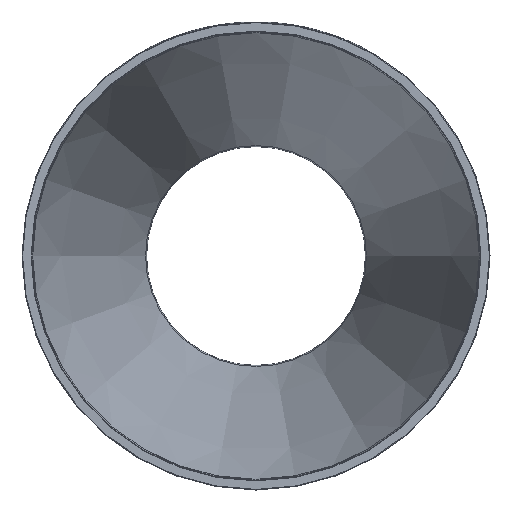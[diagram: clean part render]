
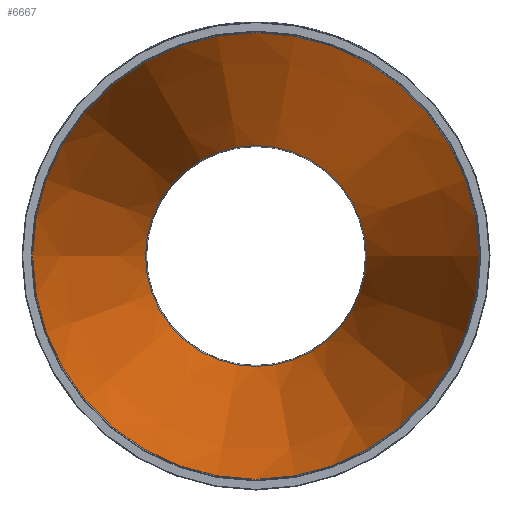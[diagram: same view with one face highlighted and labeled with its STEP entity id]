
A CAD part, left-side view. The second image highlights one B-rep face of the part: STEP entity #6667.
In plain terms, the highlighted conical face has half-angle 15.157 degrees and reference radius 36.22 mm.
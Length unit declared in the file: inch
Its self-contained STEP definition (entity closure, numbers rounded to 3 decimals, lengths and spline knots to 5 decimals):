
#13=CONICAL_SURFACE('',#7038,1.426,15.157);
#98=FACE_BOUND('',#1208,.T.);
#794=FACE_OUTER_BOUND('',#1207,.T.);
#1207=EDGE_LOOP('',(#6233));
#1208=EDGE_LOOP('',(#6234));
#1727=CIRCLE('',#7037,1.9083);
#1728=CIRCLE('',#7039,0.9437);
#3275=VERTEX_POINT('',#14732);
#3276=VERTEX_POINT('',#14735);
#4263=EDGE_CURVE('',#3275,#3275,#1727,.T.);
#4264=EDGE_CURVE('',#3276,#3276,#1728,.T.);
#6233=ORIENTED_EDGE('',*,*,#4264,.F.);
#6234=ORIENTED_EDGE('',*,*,#4263,.F.);
#6667=ADVANCED_FACE('',(#794,#98),#13,.F.);
#7037=AXIS2_PLACEMENT_3D('',#14733,#8214,#8215);
#7038=AXIS2_PLACEMENT_3D('',#14734,#8216,#8217);
#7039=AXIS2_PLACEMENT_3D('',#14736,#8218,#8219);
#8214=DIRECTION('center_axis',(1.,0.,0.));
#8215=DIRECTION('ref_axis',(0.,-1.,0.));
#8216=DIRECTION('center_axis',(-1.,0.,0.));
#8217=DIRECTION('ref_axis',(0.,1.,0.));
#8218=DIRECTION('center_axis',(-1.,0.,0.));
#8219=DIRECTION('ref_axis',(0.,-1.,0.));
#14732=CARTESIAN_POINT('',(0.40711,1.9083,0.));
#14733=CARTESIAN_POINT('Origin',(0.40711,0.,0.));
#14734=CARTESIAN_POINT('Origin',(2.1875,0.,0.));
#14735=CARTESIAN_POINT('',(3.96789,0.9437,0.));
#14736=CARTESIAN_POINT('Origin',(3.96789,0.,0.));
